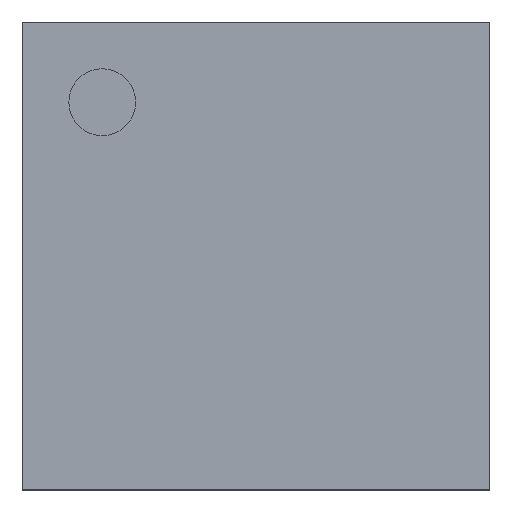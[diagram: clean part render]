
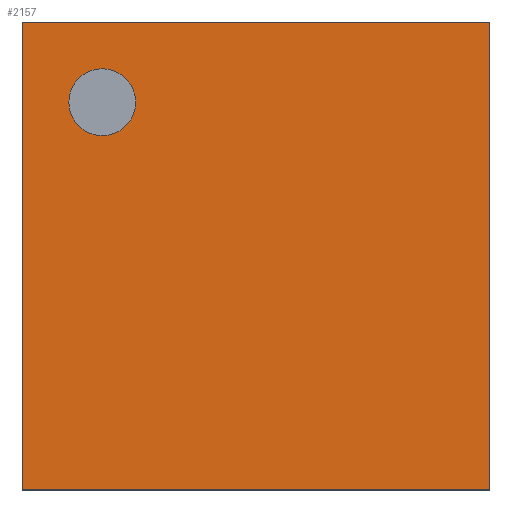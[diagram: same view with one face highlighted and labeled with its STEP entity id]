
A CAD part, top view. The second image highlights one B-rep face of the part: STEP entity #2157.
In plain terms, the highlighted planar face has unit normal (0, 0, 1).
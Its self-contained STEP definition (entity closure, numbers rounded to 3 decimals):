
#391=FACE_OUTER_BOUND('',#627,.T.);
#627=EDGE_LOOP('',(#1503,#1504,#1505,#1506));
#861=LINE('',#3744,#965);
#864=LINE('',#3750,#968);
#867=LINE('',#3756,#971);
#870=LINE('',#3760,#974);
#965=VECTOR('',#2868,10.);
#968=VECTOR('',#2873,10.);
#971=VECTOR('',#2878,10.);
#974=VECTOR('',#2883,10.);
#1069=VERTEX_POINT('',#3741);
#1070=VERTEX_POINT('',#3743);
#1072=VERTEX_POINT('',#3749);
#1074=VERTEX_POINT('',#3755);
#1237=EDGE_CURVE('',#1070,#1069,#861,.T.);
#1240=EDGE_CURVE('',#1072,#1070,#864,.T.);
#1243=EDGE_CURVE('',#1074,#1072,#867,.T.);
#1246=EDGE_CURVE('',#1069,#1074,#870,.T.);
#1503=ORIENTED_EDGE('',*,*,#1246,.T.);
#1504=ORIENTED_EDGE('',*,*,#1243,.T.);
#1505=ORIENTED_EDGE('',*,*,#1240,.T.);
#1506=ORIENTED_EDGE('',*,*,#1237,.T.);
#1995=PLANE('',#2482);
#2157=ADVANCED_FACE('',(#391),#1995,.T.);
#2482=AXIS2_PLACEMENT_3D('',#3761,#2884,#2885);
#2868=DIRECTION('',(0.,1.,0.));
#2873=DIRECTION('',(1.,0.,0.));
#2878=DIRECTION('',(0.,-1.,0.));
#2883=DIRECTION('',(-1.,0.,0.));
#2884=DIRECTION('center_axis',(0.,0.,1.));
#2885=DIRECTION('ref_axis',(1.,0.,0.));
#3741=CARTESIAN_POINT('',(3.5,3.5,0.675));
#3743=CARTESIAN_POINT('',(3.5,-3.5,0.675));
#3744=CARTESIAN_POINT('',(3.5,3.5,0.675));
#3749=CARTESIAN_POINT('',(-3.5,-3.5,0.675));
#3750=CARTESIAN_POINT('',(3.5,-3.5,0.675));
#3755=CARTESIAN_POINT('',(-3.5,3.5,0.675));
#3756=CARTESIAN_POINT('',(-3.5,-3.5,0.675));
#3760=CARTESIAN_POINT('',(-3.5,3.5,0.675));
#3761=CARTESIAN_POINT('Origin',(0.,0.,0.675));
